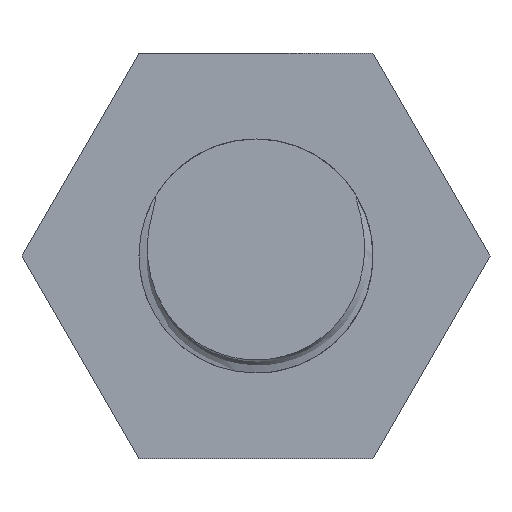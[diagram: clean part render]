
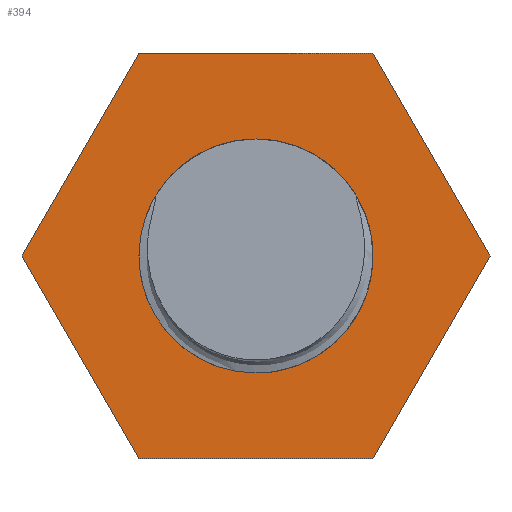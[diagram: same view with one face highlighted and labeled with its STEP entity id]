
A CAD part, front view. The second image highlights one B-rep face of the part: STEP entity #394.
In plain terms, the highlighted planar face has unit normal (0, -1, 0).
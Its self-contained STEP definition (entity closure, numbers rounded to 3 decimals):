
#17=FACE_BOUND('',#69,.T.);
#24=PLANE('',#434);
#46=FACE_OUTER_BOUND('',#68,.T.);
#68=EDGE_LOOP('',(#321,#322,#323,#324,#325,#326));
#69=EDGE_LOOP('',(#327));
#76=CIRCLE('',#425,9.);
#113=LINE('',#1000,#142);
#117=LINE('',#1007,#146);
#120=LINE('',#1013,#149);
#123=LINE('',#1019,#152);
#126=LINE('',#1025,#155);
#128=LINE('',#1028,#157);
#142=VECTOR('',#485,18.);
#146=VECTOR('',#491,18.);
#149=VECTOR('',#496,18.);
#152=VECTOR('',#501,18.);
#155=VECTOR('',#506,18.);
#157=VECTOR('',#510,18.);
#178=VERTEX_POINT('',#958);
#186=VERTEX_POINT('',#997);
#187=VERTEX_POINT('',#999);
#189=VERTEX_POINT('',#1005);
#191=VERTEX_POINT('',#1011);
#193=VERTEX_POINT('',#1017);
#195=VERTEX_POINT('',#1023);
#224=EDGE_CURVE('',#178,#178,#76,.T.);
#233=EDGE_CURVE('',#186,#187,#113,.T.);
#237=EDGE_CURVE('',#189,#186,#117,.T.);
#240=EDGE_CURVE('',#191,#189,#120,.T.);
#243=EDGE_CURVE('',#193,#191,#123,.T.);
#246=EDGE_CURVE('',#195,#193,#126,.T.);
#248=EDGE_CURVE('',#187,#195,#128,.T.);
#321=ORIENTED_EDGE('',*,*,#233,.F.);
#322=ORIENTED_EDGE('',*,*,#237,.F.);
#323=ORIENTED_EDGE('',*,*,#240,.F.);
#324=ORIENTED_EDGE('',*,*,#243,.F.);
#325=ORIENTED_EDGE('',*,*,#246,.F.);
#326=ORIENTED_EDGE('',*,*,#248,.F.);
#327=ORIENTED_EDGE('',*,*,#224,.F.);
#394=ADVANCED_FACE('',(#46,#17),#24,.F.);
#425=AXIS2_PLACEMENT_3D('',#959,#473,#474);
#434=AXIS2_PLACEMENT_3D('',#1029,#511,#512);
#473=DIRECTION('center_axis',(0.,-1.,0.));
#474=DIRECTION('ref_axis',(0.,0.,-1.));
#485=DIRECTION('',(-1.,0.,0.));
#491=DIRECTION('',(-0.5,0.,-0.866));
#496=DIRECTION('',(0.5,0.,-0.866));
#501=DIRECTION('',(1.,0.,0.));
#506=DIRECTION('',(0.5,0.,0.866));
#510=DIRECTION('',(-0.5,0.,0.866));
#511=DIRECTION('center_axis',(0.,1.,0.));
#512=DIRECTION('ref_axis',(0.,0.,1.));
#958=CARTESIAN_POINT('',(0.,-16.,-9.));
#959=CARTESIAN_POINT('Origin',(0.,-16.,0.));
#997=CARTESIAN_POINT('',(9.,-16.,-15.588));
#999=CARTESIAN_POINT('',(-9.,-16.,-15.588));
#1000=CARTESIAN_POINT('',(9.,-16.,-15.588));
#1005=CARTESIAN_POINT('',(18.,-16.,0.));
#1007=CARTESIAN_POINT('',(18.,-16.,0.));
#1011=CARTESIAN_POINT('',(9.,-16.,15.588));
#1013=CARTESIAN_POINT('',(9.,-16.,15.588));
#1017=CARTESIAN_POINT('',(-9.,-16.,15.588));
#1019=CARTESIAN_POINT('',(-9.,-16.,15.588));
#1023=CARTESIAN_POINT('',(-18.,-16.,0.));
#1025=CARTESIAN_POINT('',(-18.,-16.,0.));
#1028=CARTESIAN_POINT('',(-9.,-16.,-15.588));
#1029=CARTESIAN_POINT('Origin',(0.,-16.,0.));
